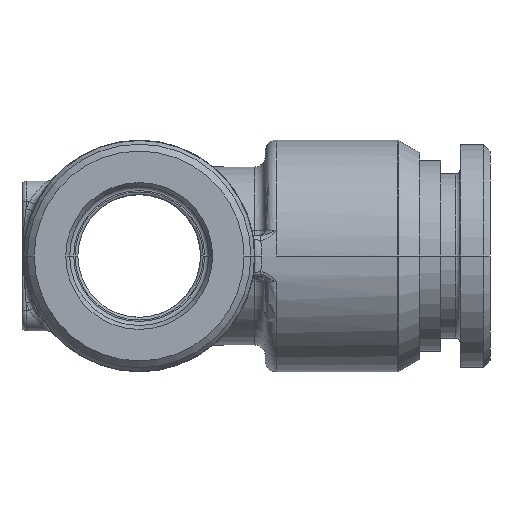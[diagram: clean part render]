
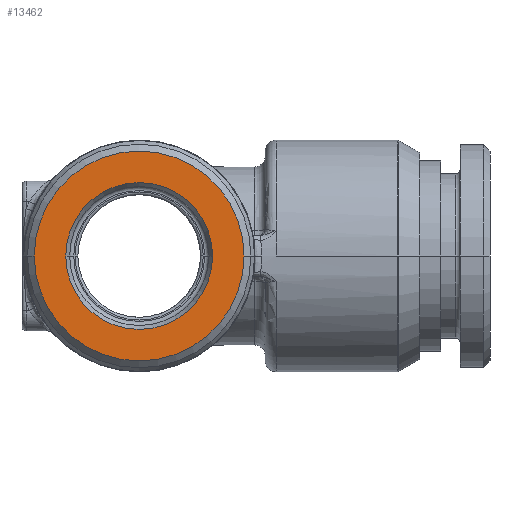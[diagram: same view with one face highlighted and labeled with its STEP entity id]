
A CAD part, left-side view. The second image highlights one B-rep face of the part: STEP entity #13462.
In plain terms, the highlighted planar face has unit normal (-1, 0, 0).
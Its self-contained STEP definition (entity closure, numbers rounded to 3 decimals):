
#4491=CARTESIAN_POINT('',(-25.75,0.,0.));
#4492=DIRECTION('',(-1.,0.,0.));
#4493=DIRECTION('',(0.,-1.,0.));
#4494=AXIS2_PLACEMENT_3D('',#4491,#4492,#4493);
#4504=CARTESIAN_POINT('',(-25.75,0.,0.));
#4505=DIRECTION('',(1.,0.,0.));
#4506=DIRECTION('',(0.,-1.,0.));
#4507=AXIS2_PLACEMENT_3D('',#4504,#4505,#4506);
#4509=CARTESIAN_POINT('',(-25.75,0.,0.));
#4510=DIRECTION('',(1.,0.,0.));
#4511=DIRECTION('',(0.,-1.,0.));
#4512=AXIS2_PLACEMENT_3D('',#4509,#4510,#4511);
#4514=CARTESIAN_POINT('',(-25.75,0.,0.));
#4515=DIRECTION('',(-1.,0.,0.));
#4516=DIRECTION('',(0.,-1.,0.));
#4517=AXIS2_PLACEMENT_3D('',#4514,#4515,#4516);
#4980=CARTESIAN_POINT('',(-25.75,-5.389,0.));
#4982=VERTEX_POINT('',#4980);
#4983=CARTESIAN_POINT('',(-25.75,-7.7,0.));
#4985=VERTEX_POINT('',#4983);
#4990=CARTESIAN_POINT('',(-25.75,5.389,0.));
#4992=VERTEX_POINT('',#4990);
#4993=CARTESIAN_POINT('',(-25.75,7.7,0.));
#4995=VERTEX_POINT('',#4993);
#13447=CARTESIAN_POINT('',(-25.75,0.,0.));
#13448=DIRECTION('',(-1.,0.,0.));
#13449=DIRECTION('',(0.,1.,0.));
#13450=AXIS2_PLACEMENT_3D('',#13447,#13448,#13449);
#13451=PLANE('',#13450);
#13452=ORIENTED_EDGE('',*,*,#13426,.F.);
#13453=ORIENTED_EDGE('',*,*,#13442,.T.);
#13454=EDGE_LOOP('',(#13452,#13453));
#13455=FACE_OUTER_BOUND('',#13454,.F.);
#13457=ORIENTED_EDGE('',*,*,#13456,.F.);
#13459=ORIENTED_EDGE('',*,*,#13458,.T.);
#13460=EDGE_LOOP('',(#13457,#13459));
#13461=FACE_BOUND('',#13460,.F.);
#13462=ADVANCED_FACE('',(#13455,#13461),#13451,.T.);
#4495=CIRCLE('',#4494,7.7);
#4508=CIRCLE('',#4507,7.7);
#4513=CIRCLE('',#4512,5.389);
#4518=CIRCLE('',#4517,5.389);
#13426=EDGE_CURVE('',#4985,#4995,#4495,.T.);
#13442=EDGE_CURVE('',#4985,#4995,#4508,.T.);
#13456=EDGE_CURVE('',#4982,#4992,#4513,.T.);
#13458=EDGE_CURVE('',#4982,#4992,#4518,.T.);
